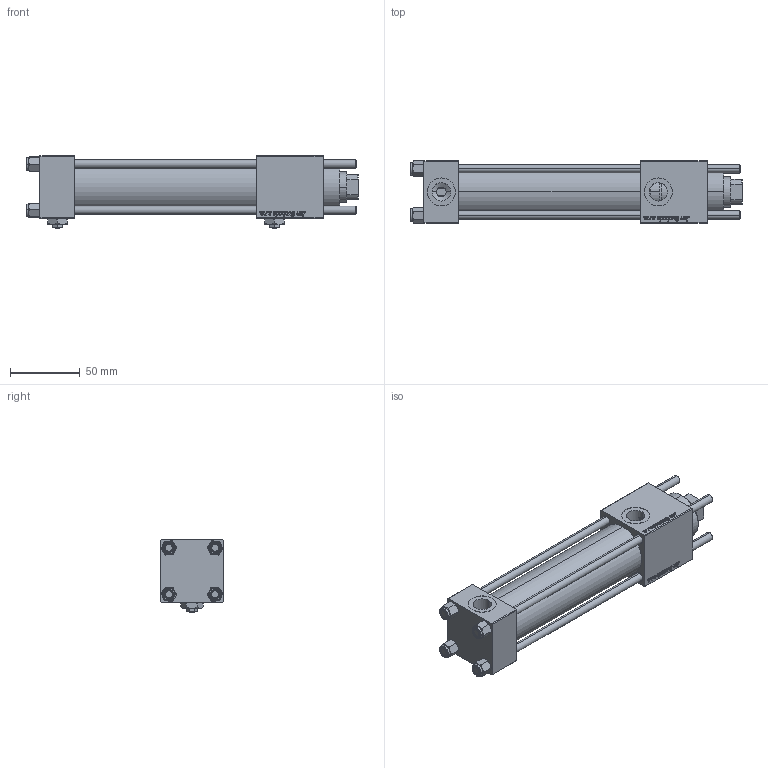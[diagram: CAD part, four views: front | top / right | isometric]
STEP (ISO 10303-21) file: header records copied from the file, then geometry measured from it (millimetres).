
FILE_DESCRIPTION (( 'STEP AP203' ), '1' );
FILE_NAME ('cd04.STEP', '2023-08-23T11:25:23', ( '' ), ( '' ), 'SwSTEP 2.0', 'SolidWorks 2019', '' );
FILE_SCHEMA (( 'CONFIG_CONTROL_DESIGN' ));
Length unit declared in the file: millimetre
Products named in the file (9): V215CR_B_TYCINKA eb8a041ab079f6fe03bab6d19ed13031; Zatka_pro_OIL_PORT eb8a041ab079f6fe03bab6d19ed13031; V215_VC_A eb8a041ab079f6fe03bab6d19ed13031; DFA eb8a041ab079f6fe03bab6d19ed13031; cd04; FEMALE_PART_FOR_DFA eb8a041ab079f6fe03bab6d19ed13031; NUT_M5_B eb8a041ab079f6fe03bab6d19ed13031; V215CR_VCP_B eb8a041ab079f6fe03bab6d19ed13031; V215CR_B-1 eb8a041ab079f6fe03bab6d19ed13031
Assembly tree (15 placements, depth 3):
  cd04
    V215CR_B-1 eb8a041ab079f6fe03bab6d19ed13031
    V215CR_VCP_B eb8a041ab079f6fe03bab6d19ed13031
    NUT_M5_B eb8a041ab079f6fe03bab6d19ed13031  x4
    V215CR_B_TYCINKA eb8a041ab079f6fe03bab6d19ed13031  x4
    V215_VC_A eb8a041ab079f6fe03bab6d19ed13031
    DFA eb8a041ab079f6fe03bab6d19ed13031
      FEMALE_PART_FOR_DFA eb8a041ab079f6fe03bab6d19ed13031
    Zatka_pro_OIL_PORT eb8a041ab079f6fe03bab6d19ed13031  x2
Bounding box: 238 x 45 x 52 mm (x, y, z)
Volume: 288440.6 mm3; surface area: 112207.7 mm2
Topology: 14 solids, 14 shells, 1289 faces, 3246 edges, 2093 vertices
Faces by surface type: bspline 504, plane 490, cone 190, cylinder 97, torus 8
Entity records: 60012 total; most frequent: CARTESIAN_POINT 34875, ORIENTED_EDGE 5792, DIRECTION 3334, EDGE_CURVE 2896, VERTEX_POINT 1891, LINE 1532, VECTOR 1532, EDGE_LOOP 1257
